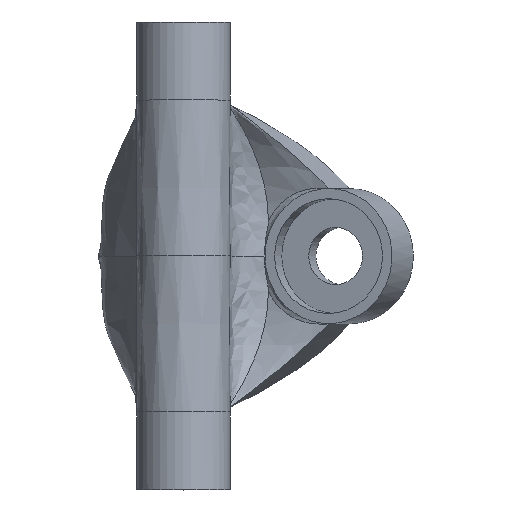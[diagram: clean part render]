
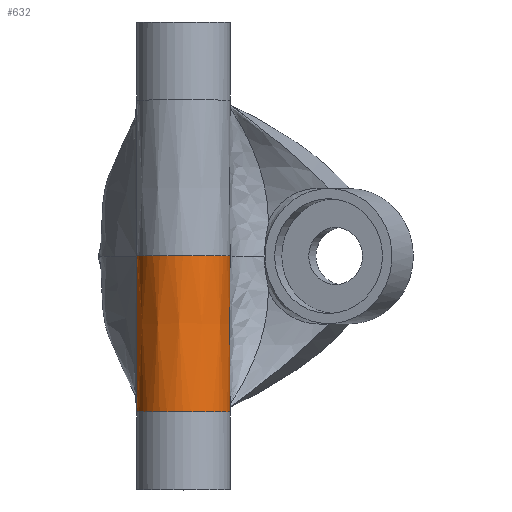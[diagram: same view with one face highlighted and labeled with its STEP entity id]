
A CAD part, top view. The second image highlights one B-rep face of the part: STEP entity #632.
In plain terms, the highlighted free-form (B-spline) face has degree [3, 3] with [10, 6] control points.
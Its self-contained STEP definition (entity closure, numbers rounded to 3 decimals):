
#31=B_SPLINE_SURFACE_WITH_KNOTS('',3,3,((#984,#985,#986,#987,#988,#989),
(#990,#991,#992,#993,#994,#995),(#996,#997,#998,#999,#1000,#1001),(#1002,
#1003,#1004,#1005,#1006,#1007),(#1008,#1009,#1010,#1011,#1012,#1013),(#1014,
#1015,#1016,#1017,#1018,#1019),(#1020,#1021,#1022,#1023,#1024,#1025),(#1026,
#1027,#1028,#1029,#1030,#1031),(#1032,#1033,#1034,#1035,#1036,#1037),(#1038,
#1039,#1040,#1041,#1042,#1043)),.UNSPECIFIED.,.F.,.F.,.F.,(4,1,1,1,1,1,
1,4),(4,2,4),(0.,0.143,0.286,0.429,
0.571,0.714,0.857,1.),(0.,0.382,
1.),.UNSPECIFIED.);
#71=FACE_OUTER_BOUND('',#109,.T.);
#109=EDGE_LOOP('',(#446,#447,#448,#449));
#159=CIRCLE('',#696,9.);
#160=CIRCLE('',#699,9.);
#185=LINE('',#1047,#194);
#194=VECTOR('',#784,10.);
#205=B_SPLINE_CURVE_WITH_KNOTS('',3,(#1048,#1049,#1050,#1051,#1052,#1053,
#1054,#1055,#1056,#1057,#1058,#1059),.UNSPECIFIED.,.F.,.F.,(4,1,1,1,2,1,
1,1,4),(0.,0.092,0.194,0.293,0.382,
0.515,0.659,0.82,1.),.UNSPECIFIED.);
#258=VERTEX_POINT('',#964);
#265=VERTEX_POINT('',#978);
#267=VERTEX_POINT('',#1044);
#268=VERTEX_POINT('',#1045);
#336=EDGE_CURVE('',#258,#265,#159,.T.);
#338=EDGE_CURVE('',#267,#268,#160,.T.);
#339=EDGE_CURVE('',#267,#258,#185,.T.);
#340=EDGE_CURVE('',#268,#265,#205,.T.);
#446=ORIENTED_EDGE('',*,*,#338,.F.);
#447=ORIENTED_EDGE('',*,*,#339,.T.);
#448=ORIENTED_EDGE('',*,*,#336,.T.);
#449=ORIENTED_EDGE('',*,*,#340,.F.);
#632=ADVANCED_FACE('',(#71),#31,.F.);
#696=AXIS2_PLACEMENT_3D('',#980,#776,#777);
#699=AXIS2_PLACEMENT_3D('',#1046,#782,#783);
#776=DIRECTION('center_axis',(0.,1.,0.));
#777=DIRECTION('ref_axis',(1.,0.,0.));
#782=DIRECTION('center_axis',(0.,1.,0.));
#783=DIRECTION('ref_axis',(1.,0.,0.));
#784=DIRECTION('',(0.,-1.,0.));
#964=CARTESIAN_POINT('',(-21.,-30.,45.));
#978=CARTESIAN_POINT('',(-3.459,-30.,42.162));
#980=CARTESIAN_POINT('Origin',(-12.,-30.,45.));
#984=CARTESIAN_POINT('Ctrl Pts',(-21.,0.,45.));
#985=CARTESIAN_POINT('Ctrl Pts',(-21.,-4.333,45.));
#986=CARTESIAN_POINT('Ctrl Pts',(-21.,-9.49,45.));
#987=CARTESIAN_POINT('Ctrl Pts',(-21.,-18.667,45.));
#988=CARTESIAN_POINT('Ctrl Pts',(-21.,-24.333,45.));
#989=CARTESIAN_POINT('Ctrl Pts',(-21.,-30.,45.));
#990=CARTESIAN_POINT('Ctrl Pts',(-21.,0.,46.484));
#991=CARTESIAN_POINT('Ctrl Pts',(-21.,-4.333,46.484));
#992=CARTESIAN_POINT('Ctrl Pts',(-21.,-9.49,46.484));
#993=CARTESIAN_POINT('Ctrl Pts',(-21.,-18.667,46.484));
#994=CARTESIAN_POINT('Ctrl Pts',(-21.,-24.333,46.484));
#995=CARTESIAN_POINT('Ctrl Pts',(-21.,-30.,46.484));
#996=CARTESIAN_POINT('Ctrl Pts',(-20.251,0.,49.45));
#997=CARTESIAN_POINT('Ctrl Pts',(-20.251,-4.333,49.45));
#998=CARTESIAN_POINT('Ctrl Pts',(-20.251,-9.49,49.45));
#999=CARTESIAN_POINT('Ctrl Pts',(-20.251,-18.667,49.45));
#1000=CARTESIAN_POINT('Ctrl Pts',(-20.251,-24.333,49.45));
#1001=CARTESIAN_POINT('Ctrl Pts',(-20.251,-30.,49.45));
#1002=CARTESIAN_POINT('Ctrl Pts',(-17.151,0.,52.836));
#1003=CARTESIAN_POINT('Ctrl Pts',(-17.151,-4.333,52.836));
#1004=CARTESIAN_POINT('Ctrl Pts',(-17.151,-9.49,52.836));
#1005=CARTESIAN_POINT('Ctrl Pts',(-17.151,-18.667,52.836));
#1006=CARTESIAN_POINT('Ctrl Pts',(-17.151,-24.333,52.836));
#1007=CARTESIAN_POINT('Ctrl Pts',(-17.151,-30.,52.836));
#1008=CARTESIAN_POINT('Ctrl Pts',(-12.814,0.,54.338));
#1009=CARTESIAN_POINT('Ctrl Pts',(-12.814,-4.333,54.338));
#1010=CARTESIAN_POINT('Ctrl Pts',(-12.814,-9.49,54.338));
#1011=CARTESIAN_POINT('Ctrl Pts',(-12.814,-18.667,54.338));
#1012=CARTESIAN_POINT('Ctrl Pts',(-12.814,-24.333,54.338));
#1013=CARTESIAN_POINT('Ctrl Pts',(-12.814,-30.,54.338));
#1014=CARTESIAN_POINT('Ctrl Pts',(-8.282,0.,53.609));
#1015=CARTESIAN_POINT('Ctrl Pts',(-8.282,-4.333,53.609));
#1016=CARTESIAN_POINT('Ctrl Pts',(-8.282,-9.49,53.609));
#1017=CARTESIAN_POINT('Ctrl Pts',(-8.282,-18.667,53.609));
#1018=CARTESIAN_POINT('Ctrl Pts',(-8.282,-24.333,53.609));
#1019=CARTESIAN_POINT('Ctrl Pts',(-8.282,-30.,53.609));
#1020=CARTESIAN_POINT('Ctrl Pts',(-4.644,0.,50.81));
#1021=CARTESIAN_POINT('Ctrl Pts',(-4.644,-4.333,50.81));
#1022=CARTESIAN_POINT('Ctrl Pts',(-4.644,-9.49,50.81));
#1023=CARTESIAN_POINT('Ctrl Pts',(-4.644,-18.667,50.81));
#1024=CARTESIAN_POINT('Ctrl Pts',(-4.644,-24.333,50.81));
#1025=CARTESIAN_POINT('Ctrl Pts',(-4.644,-30.,50.81));
#1026=CARTESIAN_POINT('Ctrl Pts',(-2.765,0.,46.623));
#1027=CARTESIAN_POINT('Ctrl Pts',(-2.765,-4.333,46.623));
#1028=CARTESIAN_POINT('Ctrl Pts',(-2.765,-9.49,46.623));
#1029=CARTESIAN_POINT('Ctrl Pts',(-2.765,-18.667,46.623));
#1030=CARTESIAN_POINT('Ctrl Pts',(-2.765,-24.333,46.623));
#1031=CARTESIAN_POINT('Ctrl Pts',(-2.765,-30.,46.623));
#1032=CARTESIAN_POINT('Ctrl Pts',(-2.991,0.,43.571));
#1033=CARTESIAN_POINT('Ctrl Pts',(-2.991,-4.333,43.571));
#1034=CARTESIAN_POINT('Ctrl Pts',(-2.991,-9.49,43.571));
#1035=CARTESIAN_POINT('Ctrl Pts',(-2.991,-18.667,43.571));
#1036=CARTESIAN_POINT('Ctrl Pts',(-2.991,-24.333,43.571));
#1037=CARTESIAN_POINT('Ctrl Pts',(-2.991,-30.,43.571));
#1038=CARTESIAN_POINT('Ctrl Pts',(-3.459,0.,42.162));
#1039=CARTESIAN_POINT('Ctrl Pts',(-3.459,-4.333,42.162));
#1040=CARTESIAN_POINT('Ctrl Pts',(-3.459,-9.49,42.162));
#1041=CARTESIAN_POINT('Ctrl Pts',(-3.459,-18.667,42.162));
#1042=CARTESIAN_POINT('Ctrl Pts',(-3.459,-24.333,42.162));
#1043=CARTESIAN_POINT('Ctrl Pts',(-3.459,-30.,42.162));
#1044=CARTESIAN_POINT('',(-21.,0.,45.));
#1045=CARTESIAN_POINT('',(-3.459,0.,42.162));
#1046=CARTESIAN_POINT('Origin',(-12.,0.,45.));
#1047=CARTESIAN_POINT('',(-21.,0.,45.));
#1048=CARTESIAN_POINT('Ctrl Pts',(-3.459,0.,42.162));
#1049=CARTESIAN_POINT('Ctrl Pts',(-3.459,-1.047,42.162));
#1050=CARTESIAN_POINT('Ctrl Pts',(-3.459,-3.341,42.162));
#1051=CARTESIAN_POINT('Ctrl Pts',(-3.459,-6.907,42.162));
#1052=CARTESIAN_POINT('Ctrl Pts',(-3.459,-10.26,42.162));
#1053=CARTESIAN_POINT('Ctrl Pts',(-3.459,-12.183,42.162));
#1054=CARTESIAN_POINT('Ctrl Pts',(-3.459,-14.22,42.162));
#1055=CARTESIAN_POINT('Ctrl Pts',(-3.459,-16.756,42.162));
#1056=CARTESIAN_POINT('Ctrl Pts',(-3.459,-20.767,42.162));
#1057=CARTESIAN_POINT('Ctrl Pts',(-3.459,-25.213,42.162));
#1058=CARTESIAN_POINT('Ctrl Pts',(-3.459,-28.344,42.162));
#1059=CARTESIAN_POINT('Ctrl Pts',(-3.459,-30.,42.162));
